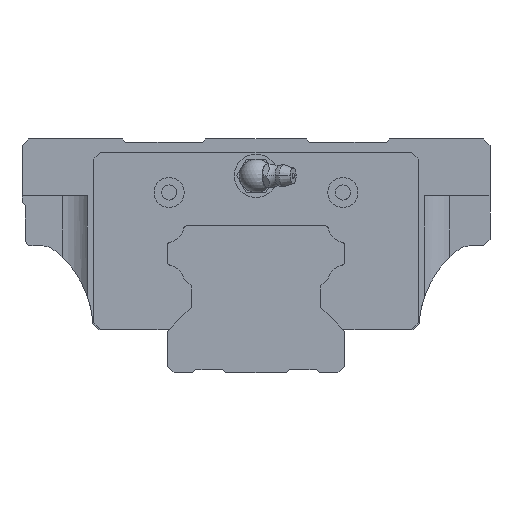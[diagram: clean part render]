
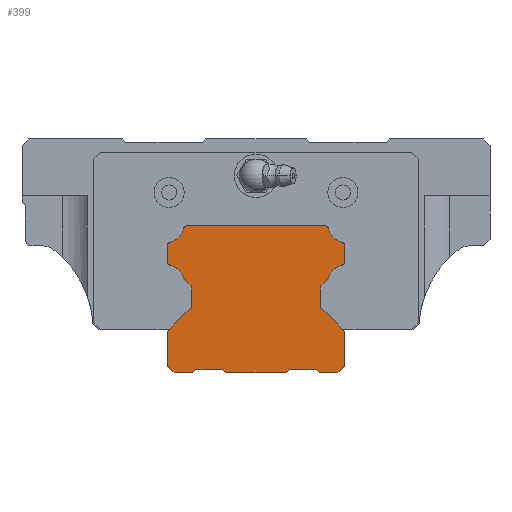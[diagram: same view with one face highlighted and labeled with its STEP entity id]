
A CAD part, front view. The second image highlights one B-rep face of the part: STEP entity #399.
In plain terms, the highlighted planar face has unit normal (0, -1, 0).
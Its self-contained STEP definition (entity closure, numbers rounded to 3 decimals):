
#399=ADVANCED_FACE('',(#897),#898,.F.);
#897=FACE_OUTER_BOUND('',#1472,.T.);
#898=PLANE('',#1473);
#1472=EDGE_LOOP('',(#3392,#3393,#3394,#3395,#3396,#3397,#3398,#3399,#3400,#3401,#3402,#3403,#3404,#3405,#3406,#3407,#3408,#3409,#3410,#3411,#3412,#3413,#3414,#3415,#3416,#3417,#3418,#3419,#3420,#3421,#3422,#3423));
#1473=AXIS2_PLACEMENT_3D('',#3424,#3425,#3426);
#3392=ORIENTED_EDGE('',*,*,#4011,.F.);
#3393=ORIENTED_EDGE('',*,*,#4018,.T.);
#3394=ORIENTED_EDGE('',*,*,#4050,.F.);
#3395=ORIENTED_EDGE('',*,*,#4096,.T.);
#3396=ORIENTED_EDGE('',*,*,#4114,.F.);
#3397=ORIENTED_EDGE('',*,*,#4092,.F.);
#3398=ORIENTED_EDGE('',*,*,#4070,.F.);
#3399=ORIENTED_EDGE('',*,*,#4107,.T.);
#3400=ORIENTED_EDGE('',*,*,#4105,.F.);
#3401=ORIENTED_EDGE('',*,*,#4057,.T.);
#3402=ORIENTED_EDGE('',*,*,#4115,.F.);
#3403=ORIENTED_EDGE('',*,*,#4067,.T.);
#3404=ORIENTED_EDGE('',*,*,#4102,.F.);
#3405=ORIENTED_EDGE('',*,*,#4104,.T.);
#3406=ORIENTED_EDGE('',*,*,#4079,.F.);
#3407=ORIENTED_EDGE('',*,*,#4062,.T.);
#3408=ORIENTED_EDGE('',*,*,#4065,.T.);
#3409=ORIENTED_EDGE('',*,*,#4094,.T.);
#3410=ORIENTED_EDGE('',*,*,#4098,.T.);
#3411=ORIENTED_EDGE('',*,*,#4116,.T.);
#3412=ORIENTED_EDGE('',*,*,#4090,.T.);
#3413=ORIENTED_EDGE('',*,*,#4073,.T.);
#3414=ORIENTED_EDGE('',*,*,#4052,.T.);
#3415=ORIENTED_EDGE('',*,*,#4075,.F.);
#3416=ORIENTED_EDGE('',*,*,#4117,.T.);
#3417=ORIENTED_EDGE('',*,*,#4111,.F.);
#3418=ORIENTED_EDGE('',*,*,#4108,.T.);
#3419=ORIENTED_EDGE('',*,*,#4085,.F.);
#3420=ORIENTED_EDGE('',*,*,#4110,.F.);
#3421=ORIENTED_EDGE('',*,*,#4088,.F.);
#3422=ORIENTED_EDGE('',*,*,#4077,.F.);
#3423=ORIENTED_EDGE('',*,*,#4015,.F.);
#3424=CARTESIAN_POINT('',(-26.635,0.0,27.265));
#3425=DIRECTION('',(0.0,1.0,0.0));
#3426=DIRECTION('',(1.0,0.0,0.0));
#4011=EDGE_CURVE('',#5020,#5021,#5022,.T.);
#4015=EDGE_CURVE('',#5021,#5028,#5029,.T.);
#4018=EDGE_CURVE('',#5020,#5033,#5034,.T.);
#4050=EDGE_CURVE('',#5095,#5033,#5096,.T.);
#4052=EDGE_CURVE('',#5098,#5099,#5100,.T.);
#4057=EDGE_CURVE('',#5105,#5106,#5107,.T.);
#4062=EDGE_CURVE('',#5112,#5113,#5114,.T.);
#4065=EDGE_CURVE('',#5113,#5117,#5118,.T.);
#4067=EDGE_CURVE('',#5120,#5121,#5122,.T.);
#4070=EDGE_CURVE('',#5125,#5126,#5127,.T.);
#4073=EDGE_CURVE('',#5130,#5098,#5131,.T.);
#4075=EDGE_CURVE('',#5133,#5099,#5134,.T.);
#4077=EDGE_CURVE('',#5028,#5136,#5137,.T.);
#4079=EDGE_CURVE('',#5112,#5139,#5140,.T.);
#4085=EDGE_CURVE('',#5146,#5147,#5148,.T.);
#4088=EDGE_CURVE('',#5136,#5151,#5152,.T.);
#4090=EDGE_CURVE('',#5154,#5130,#5155,.T.);
#4092=EDGE_CURVE('',#5126,#5157,#5158,.T.);
#4094=EDGE_CURVE('',#5117,#5160,#5161,.T.);
#4096=EDGE_CURVE('',#5095,#5163,#5164,.T.);
#4098=EDGE_CURVE('',#5160,#5166,#5167,.T.);
#4102=EDGE_CURVE('',#5171,#5121,#5172,.T.);
#4104=EDGE_CURVE('',#5171,#5139,#5174,.T.);
#4105=EDGE_CURVE('',#5105,#5175,#5176,.T.);
#4107=EDGE_CURVE('',#5125,#5175,#5178,.T.);
#4108=EDGE_CURVE('',#5179,#5147,#5180,.T.);
#4110=EDGE_CURVE('',#5151,#5146,#5182,.T.);
#4111=EDGE_CURVE('',#5179,#5183,#5184,.T.);
#4114=EDGE_CURVE('',#5157,#5163,#5187,.T.);
#4115=EDGE_CURVE('',#5120,#5106,#5188,.T.);
#4116=EDGE_CURVE('',#5166,#5154,#5189,.T.);
#4117=EDGE_CURVE('',#5133,#5183,#5190,.T.);
#5020=VERTEX_POINT('',#6619);
#5021=VERTEX_POINT('',#6620);
#5022=LINE('',#6621,#6622);
#5028=VERTEX_POINT('',#6631);
#5029=LINE('',#6632,#6633);
#5033=VERTEX_POINT('',#6639);
#5034=LINE('',#6640,#6641);
#5095=VERTEX_POINT('',#6723);
#5096=LINE('',#6724,#6725);
#5098=VERTEX_POINT('',#6728);
#5099=VERTEX_POINT('',#6729);
#5100=LINE('',#6730,#6731);
#5105=VERTEX_POINT('',#6738);
#5106=VERTEX_POINT('',#6739);
#5107=LINE('',#6740,#6741);
#5112=VERTEX_POINT('',#6748);
#5113=VERTEX_POINT('',#6749);
#5114=CIRCLE('',#6750,5.05);
#5117=VERTEX_POINT('',#6755);
#5118=LINE('',#6756,#6757);
#5120=VERTEX_POINT('',#6760);
#5121=VERTEX_POINT('',#6761);
#5122=CIRCLE('',#6762,5.05);
#5125=VERTEX_POINT('',#6767);
#5126=VERTEX_POINT('',#6768);
#5127=CIRCLE('',#6769,1.1);
#5130=VERTEX_POINT('',#6774);
#5131=LINE('',#6775,#6776);
#5133=VERTEX_POINT('',#6779);
#5134=LINE('',#6780,#6781);
#5136=VERTEX_POINT('',#6784);
#5137=LINE('',#6785,#6786);
#5139=VERTEX_POINT('',#6789);
#5140=CIRCLE('',#6790,1.1);
#5146=VERTEX_POINT('',#6797);
#5147=VERTEX_POINT('',#6798);
#5148=LINE('',#6799,#6800);
#5151=VERTEX_POINT('',#6805);
#5152=LINE('',#6806,#6807);
#5154=VERTEX_POINT('',#6810);
#5155=LINE('',#6811,#6812);
#5157=VERTEX_POINT('',#6815);
#5158=LINE('',#6816,#6817);
#5160=VERTEX_POINT('',#6820);
#5161=LINE('',#6821,#6822);
#5163=VERTEX_POINT('',#6825);
#5164=CIRCLE('',#6826,5.05);
#5166=VERTEX_POINT('',#6829);
#5167=LINE('',#6830,#6831);
#5171=VERTEX_POINT('',#6836);
#5172=CIRCLE('',#6837,1.1);
#5174=LINE('',#6840,#6841);
#5175=VERTEX_POINT('',#6842);
#5176=CIRCLE('',#6843,1.1);
#5178=CIRCLE('',#6846,5.05);
#5179=VERTEX_POINT('',#6847);
#5180=LINE('',#6848,#6849);
#5182=LINE('',#6852,#6853);
#5183=VERTEX_POINT('',#6854);
#5184=LINE('',#6855,#6856);
#5187=CIRCLE('',#6860,1.1);
#5188=CIRCLE('',#6861,1.1);
#5189=LINE('',#6862,#6863);
#5190=LINE('',#6864,#6865);
#6619=CARTESIAN_POINT('',(19.4,0.0,19.6));
#6620=CARTESIAN_POINT('',(26.5,0.0,12.5));
#6621=CARTESIAN_POINT('',(19.4,0.0,19.6));
#6622=VECTOR('',#7773,1000.0);
#6631=CARTESIAN_POINT('',(26.5,0.0,2.0));
#6632=CARTESIAN_POINT('',(26.5,0.0,12.5));
#6633=VECTOR('',#7777,1000.0);
#6639=CARTESIAN_POINT('',(19.4,0.0,26.041));
#6640=CARTESIAN_POINT('',(19.4,0.0,19.6));
#6641=VECTOR('',#7780,1000.0);
#6723=CARTESIAN_POINT('',(21.701,0.0,28.342));
#6724=CARTESIAN_POINT('',(21.573,0.0,28.214));
#6725=VECTOR('',#7832,1000.0);
#6728=CARTESIAN_POINT('',(-19.,0.0,0.0));
#6729=CARTESIAN_POINT('',(-18.,0.0,1.0));
#6730=CARTESIAN_POINT('',(-19.,0.0,0.0));
#6731=VECTOR('',#7834,1000.0);
#6738=CARTESIAN_POINT('',(20.61,0.0,44.0));
#6739=CARTESIAN_POINT('',(-20.61,0.0,44.0));
#6740=CARTESIAN_POINT('',(20.61,0.0,44.0));
#6741=VECTOR('',#7843,1000.0);
#6748=CARTESIAN_POINT('',(-25.621,0.0,32.212));
#6749=CARTESIAN_POINT('',(-21.701,0.0,28.342));
#6750=AXIS2_PLACEMENT_3D('',#7852,#7853,#7854);
#6755=CARTESIAN_POINT('',(-19.4,0.0,26.041));
#6756=CARTESIAN_POINT('',(-21.573,0.0,28.214));
#6757=VECTOR('',#7857,1000.0);
#6760=CARTESIAN_POINT('',(-21.688,0.0,43.121));
#6761=CARTESIAN_POINT('',(-25.621,0.0,39.188));
#6762=AXIS2_PLACEMENT_3D('',#7859,#7860,#7861);
#6767=CARTESIAN_POINT('',(25.621,0.0,39.188));
#6768=CARTESIAN_POINT('',(26.5,0.0,38.11));
#6769=AXIS2_PLACEMENT_3D('',#7864,#7865,#7866);
#6774=CARTESIAN_POINT('',(-24.5,0.0,0.0));
#6775=CARTESIAN_POINT('',(-24.5,0.0,0.0));
#6776=VECTOR('',#7869,1000.0);
#6779=CARTESIAN_POINT('',(-10.0,0.0,1.0));
#6780=CARTESIAN_POINT('',(-10.0,0.0,1.0));
#6781=VECTOR('',#7871,1000.0);
#6784=CARTESIAN_POINT('',(24.5,0.0,0.));
#6785=CARTESIAN_POINT('',(26.5,0.0,2.0));
#6786=VECTOR('',#7873,1000.0);
#6789=CARTESIAN_POINT('',(-26.5,0.0,33.29));
#6790=AXIS2_PLACEMENT_3D('',#7875,#7876,#7877);
#6797=CARTESIAN_POINT('',(18.0,0.0,1.0));
#6798=CARTESIAN_POINT('',(10.0,0.0,1.0));
#6799=CARTESIAN_POINT('',(18.0,0.0,1.0));
#6800=VECTOR('',#7891,1000.0);
#6805=CARTESIAN_POINT('',(19.0,0.0,0.0));
#6806=CARTESIAN_POINT('',(24.5,0.0,0.0));
#6807=VECTOR('',#7894,1000.0);
#6810=CARTESIAN_POINT('',(-26.5,0.0,2.0));
#6811=CARTESIAN_POINT('',(-26.5,0.0,2.0));
#6812=VECTOR('',#7896,1000.0);
#6815=CARTESIAN_POINT('',(26.5,0.0,33.29));
#6816=CARTESIAN_POINT('',(26.5,0.0,38.11));
#6817=VECTOR('',#7898,1000.0);
#6820=CARTESIAN_POINT('',(-19.4,0.0,19.6));
#6821=CARTESIAN_POINT('',(-19.4,0.0,26.041));
#6822=VECTOR('',#7900,1000.0);
#6825=CARTESIAN_POINT('',(25.621,0.0,32.212));
#6826=AXIS2_PLACEMENT_3D('',#7902,#7903,#7904);
#6829=CARTESIAN_POINT('',(-26.5,0.0,12.5));
#6830=CARTESIAN_POINT('',(-19.4,0.0,19.6));
#6831=VECTOR('',#7906,1000.0);
#6836=CARTESIAN_POINT('',(-26.5,0.0,38.11));
#6837=AXIS2_PLACEMENT_3D('',#7914,#7915,#7916);
#6840=CARTESIAN_POINT('',(-26.5,0.0,38.11));
#6841=VECTOR('',#7918,1000.0);
#6842=CARTESIAN_POINT('',(21.688,0.0,43.121));
#6843=AXIS2_PLACEMENT_3D('',#7919,#7920,#7921);
#6846=AXIS2_PLACEMENT_3D('',#7923,#7924,#7925);
#6847=CARTESIAN_POINT('',(9.0,0.0,0.0));
#6848=CARTESIAN_POINT('',(9.0,0.0,0.0));
#6849=VECTOR('',#7926,1000.0);
#6852=CARTESIAN_POINT('',(19.0,0.0,0.0));
#6853=VECTOR('',#7928,1000.0);
#6854=CARTESIAN_POINT('',(-9.0,0.0,0.0));
#6855=CARTESIAN_POINT('',(9.0,0.0,0.0));
#6856=VECTOR('',#7929,1000.0);
#6860=AXIS2_PLACEMENT_3D('',#7934,#7935,#7936);
#6861=AXIS2_PLACEMENT_3D('',#7937,#7938,#7939);
#6862=CARTESIAN_POINT('',(-26.5,0.0,12.5));
#6863=VECTOR('',#7940,1000.0);
#6864=CARTESIAN_POINT('',(-10.0,0.0,1.0));
#6865=VECTOR('',#7941,1000.0);
#7773=DIRECTION('',(0.707,0.0,-0.707));
#7777=DIRECTION('',(0.0,0.0,-1.0));
#7780=DIRECTION('',(0.0,0.0,1.0));
#7832=DIRECTION('',(-0.707,0.0,-0.707));
#7834=DIRECTION('',(0.707,0.0,0.707));
#7843=DIRECTION('',(-1.0,0.0,0.0));
#7852=CARTESIAN_POINT('',(-26.635,0.0,27.265));
#7853=DIRECTION('',(0.0,1.0,0.0));
#7854=DIRECTION('',(0.0,0.0,1.0));
#7857=DIRECTION('',(0.707,0.0,-0.707));
#7859=CARTESIAN_POINT('',(-26.635,0.0,44.135));
#7860=DIRECTION('',(0.0,1.0,0.0));
#7861=DIRECTION('',(0.0,0.0,1.0));
#7864=CARTESIAN_POINT('',(25.4,0.0,38.11));
#7865=DIRECTION('',(0.0,1.0,0.0));
#7866=DIRECTION('',(0.0,0.0,1.0));
#7869=DIRECTION('',(1.0,0.0,0.0));
#7871=DIRECTION('',(-1.0,0.0,0.0));
#7873=DIRECTION('',(-0.707,0.0,-0.707));
#7875=CARTESIAN_POINT('',(-25.4,0.0,33.29));
#7876=DIRECTION('',(0.0,1.0,0.0));
#7877=DIRECTION('',(0.0,0.0,1.0));
#7891=DIRECTION('',(-1.0,0.0,0.0));
#7894=DIRECTION('',(-1.0,0.0,0.0));
#7896=DIRECTION('',(0.707,0.0,-0.707));
#7898=DIRECTION('',(0.0,0.0,-1.0));
#7900=DIRECTION('',(0.0,0.0,-1.0));
#7902=CARTESIAN_POINT('',(26.635,0.0,27.265));
#7903=DIRECTION('',(0.0,1.0,0.0));
#7904=DIRECTION('',(0.0,0.0,1.0));
#7906=DIRECTION('',(-0.707,0.0,-0.707));
#7914=CARTESIAN_POINT('',(-25.4,0.0,38.11));
#7915=DIRECTION('',(0.0,1.0,0.0));
#7916=DIRECTION('',(0.0,0.0,1.0));
#7918=DIRECTION('',(0.0,0.0,-1.0));
#7919=CARTESIAN_POINT('',(20.61,0.0,42.9));
#7920=DIRECTION('',(0.0,1.0,0.0));
#7921=DIRECTION('',(0.0,0.0,1.0));
#7923=CARTESIAN_POINT('',(26.635,0.0,44.135));
#7924=DIRECTION('',(0.0,1.0,0.0));
#7925=DIRECTION('',(0.0,0.0,1.0));
#7926=DIRECTION('',(0.707,0.0,0.707));
#7928=DIRECTION('',(-0.707,0.0,0.707));
#7929=DIRECTION('',(-1.0,0.0,0.0));
#7934=CARTESIAN_POINT('',(25.4,0.0,33.29));
#7935=DIRECTION('',(0.0,1.0,0.0));
#7936=DIRECTION('',(0.0,0.0,1.0));
#7937=CARTESIAN_POINT('',(-20.61,0.0,42.9));
#7938=DIRECTION('',(0.0,1.0,0.0));
#7939=DIRECTION('',(0.0,0.0,1.0));
#7940=DIRECTION('',(0.0,0.0,-1.0));
#7941=DIRECTION('',(0.707,0.0,-0.707));
